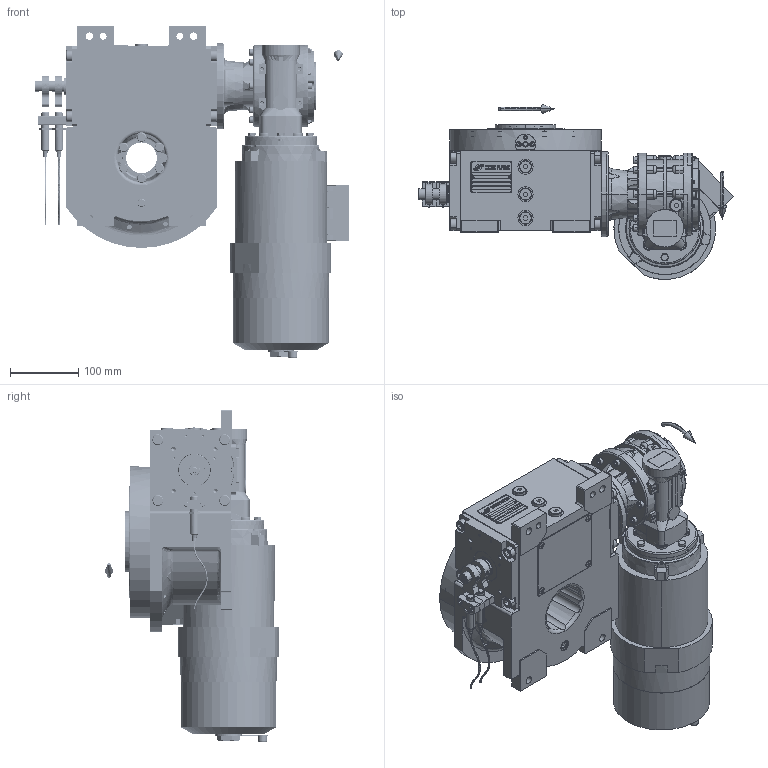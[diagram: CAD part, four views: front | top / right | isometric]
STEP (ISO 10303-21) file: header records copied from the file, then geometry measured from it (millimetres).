
FILE_DESCRIPTION (( 'STEP AP203' ), '1' );
FILE_NAME ('PC5201540.step', '2025-10-03T07:25:51', ( '' ), ( '' ), 'SwSTEP 2.0', 'SolidWorks 2020', '' );
FILE_SCHEMA (( 'CONFIG_CONTROL_DESIGN' ));
Length unit declared in the file: millimetre
Products named in the file (92): cfn2104_01_016; RIG06_005_ASM.stp; 900_38_11_019; cfn2000_01_103; cfn2000_01_161; cfn2151_01_109; cfn2151_01_090; CFN2010_01_012.stp; cfn2155_01_056; cfn2077_01_018; cfn2128_19_002; CFN2400_04_003-1.stp; rig06_004; cfn2276_01_074; AS_900_38_30_003; cfn2003_01_054; rig06_005_n_01; AS_rig06_004; CFN2223_01-570X6-B.stp; cfn2000_01_124; cfn2107_01_001; cfn2115_02_161; rig06_004_s_001; as_cfn2401_01_003.stp; BA71B14; AS_rig06_002_bl_010; rig06_071_08_m_asm.stp; RMI50_F1_SX_71B14; PC5201540; AS_cfn2400_04_003; CFN2356_03_047.stp; cfn2158_01_010; CFN2000_01_185.stp; as_cfn2400_04_003.stp; AS_rig06_071_8_m; cfn2000_01_126; CFN2400_04_003-2.stp; cfn2158_01_011; AS_cfn2401_01_003; rig06_017 ...
Assembly tree (88 placements, depth 5):
  cfn2151_01_109
  cfn2151_01_090
  CFN2010_01_012.stp
  cfn2077_01_018
  cfn2276_01_074
Bounding box: 460.91 x 256 x 486.18 mm (x, y, z)
Volume: 7972122.2 mm3; surface area: 1188416.9 mm2
Topology: 76 solids, 80 shells, 3985 faces, 10114 edges, 6472 vertices
Faces by surface type: plane 1817, cylinder 1345, cone 624, torus 169, bspline 24, sphere 6
Entity records: 139341 total; most frequent: CARTESIAN_POINT 39174, DIRECTION 18977, ORIENTED_EDGE 18780, EDGE_CURVE 9394, AXIS2_PLACEMENT_3D 6911, VERTEX_POINT 6079, VECTOR 5155, LINE 5155
